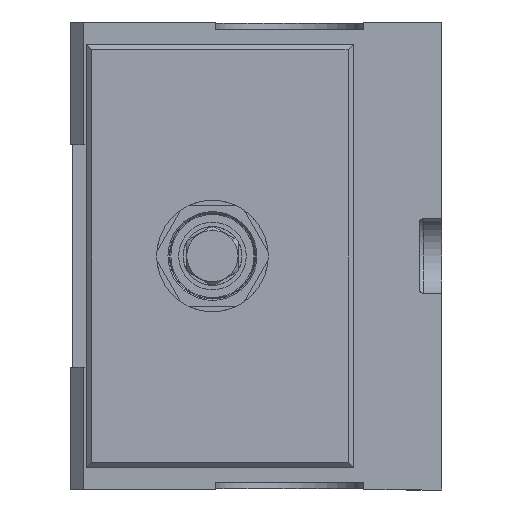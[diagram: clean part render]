
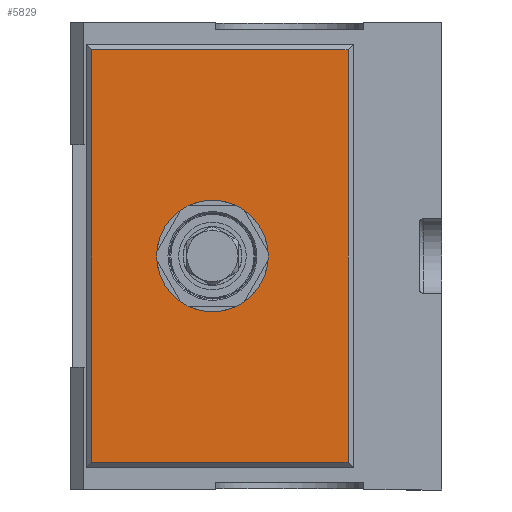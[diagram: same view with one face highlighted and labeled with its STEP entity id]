
A CAD part, left-side view. The second image highlights one B-rep face of the part: STEP entity #5829.
In plain terms, the highlighted planar face has unit normal (-1, 0, 0).
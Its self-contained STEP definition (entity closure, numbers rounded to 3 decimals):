
#684 = CARTESIAN_POINT ( 'NONE',  ( -553.1, 27.73, -55.5 ) ) ;
#1199 = ORIENTED_EDGE ( 'NONE', *, *, #14013, .T. ) ;
#1350 = EDGE_CURVE ( 'NONE', #24896, #13175, #13241, .T. ) ;
#2742 = AXIS2_PLACEMENT_3D ( 'NONE', #13977, #6054, #9986 ) ;
#4221 = VERTEX_POINT ( 'NONE', #16422 ) ;
#4543 = VECTOR ( 'NONE', #8584, 1000. ) ;
#4637 = ORIENTED_EDGE ( 'NONE', *, *, #13348, .T. ) ;
#5491 = FACE_OUTER_BOUND ( 'NONE', #23902, .T. ) ;
#5695 = AXIS2_PLACEMENT_3D ( 'NONE', #19279, #15323, #21139 ) ;
#5829 = ADVANCED_FACE ( 'NONE', ( #5491, #6694 ), #7722, .F. ) ;
#5959 = CARTESIAN_POINT ( 'NONE',  ( -553.1, 80.73, 0. ) ) ;
#6054 = DIRECTION ( 'NONE',  ( -1., 0., 0. ) ) ;
#6694 = FACE_BOUND ( 'NONE', #13799, .T. ) ;
#7207 = AXIS2_PLACEMENT_3D ( 'NONE', #13527, #11624, #7554 ) ;
#7554 = DIRECTION ( 'NONE',  ( 0., 1., 0. ) ) ;
#7580 = ORIENTED_EDGE ( 'NONE', *, *, #1350, .F. ) ;
#7722 = PLANE ( 'NONE',  #5695 ) ;
#8354 = VECTOR ( 'NONE', #16179, 1000. ) ;
#8567 = VECTOR ( 'NONE', #25033, 1000. ) ;
#8584 = DIRECTION ( 'NONE',  ( 0., 1., 0. ) ) ;
#9416 = CARTESIAN_POINT ( 'NONE',  ( -553.1, 29.23, -57. ) ) ;
#9986 = DIRECTION ( 'NONE',  ( 0., 1., 0. ) ) ;
#10402 = LINE ( 'NONE', #9416, #8567 ) ;
#10466 = CARTESIAN_POINT ( 'NONE',  ( -553.1, 27.73, 55.5 ) ) ;
#10507 = DIRECTION ( 'NONE',  ( 0., -1., 0. ) ) ;
#11599 = VECTOR ( 'NONE', #10507, 1000. ) ;
#11624 = DIRECTION ( 'NONE',  ( -1., 0., 0. ) ) ;
#11884 = LINE ( 'NONE', #684, #11599 ) ;
#13175 = VERTEX_POINT ( 'NONE', #5959 ) ;
#13241 = CIRCLE ( 'NONE', #2742, 15. ) ;
#13348 = EDGE_CURVE ( 'NONE', #15622, #13939, #19241, .T. ) ;
#13437 = CARTESIAN_POINT ( 'NONE',  ( -553.1, 50.73, 0. ) ) ;
#13527 = CARTESIAN_POINT ( 'NONE',  ( -553.1, 65.73, 0. ) ) ;
#13537 = LINE ( 'NONE', #22256, #8354 ) ;
#13757 = CARTESIAN_POINT ( 'NONE',  ( -553.1, 98.23, 55.5 ) ) ;
#13799 = EDGE_LOOP ( 'NONE', ( #21440, #7580 ) ) ;
#13939 = VERTEX_POINT ( 'NONE', #13757 ) ;
#13977 = CARTESIAN_POINT ( 'NONE',  ( -553.1, 65.73, 0. ) ) ;
#14013 = EDGE_CURVE ( 'NONE', #4221, #15622, #10402, .T. ) ;
#14839 = EDGE_CURVE ( 'NONE', #13939, #17171, #13537, .T. ) ;
#15323 = DIRECTION ( 'NONE',  ( 1., 0., 0. ) ) ;
#15550 = EDGE_CURVE ( 'NONE', #17171, #4221, #11884, .T. ) ;
#15622 = VERTEX_POINT ( 'NONE', #16819 ) ;
#16179 = DIRECTION ( 'NONE',  ( 0., 0., -1. ) ) ;
#16306 = CARTESIAN_POINT ( 'NONE',  ( -553.1, 98.23, -55.5 ) ) ;
#16422 = CARTESIAN_POINT ( 'NONE',  ( -553.1, 29.23, -55.5 ) ) ;
#16819 = CARTESIAN_POINT ( 'NONE',  ( -553.1, 29.23, 55.5 ) ) ;
#17171 = VERTEX_POINT ( 'NONE', #16306 ) ;
#17762 = EDGE_CURVE ( 'NONE', #13175, #24896, #18723, .T. ) ;
#18723 = CIRCLE ( 'NONE', #7207, 15. ) ;
#19241 = LINE ( 'NONE', #10466, #4543 ) ;
#19279 = CARTESIAN_POINT ( 'NONE',  ( -553.1, 27.73, -57. ) ) ;
#20610 = ORIENTED_EDGE ( 'NONE', *, *, #15550, .T. ) ;
#21139 = DIRECTION ( 'NONE',  ( 0., 1., 0. ) ) ;
#21440 = ORIENTED_EDGE ( 'NONE', *, *, #17762, .F. ) ;
#22256 = CARTESIAN_POINT ( 'NONE',  ( -553.1, 98.23, -57. ) ) ;
#23902 = EDGE_LOOP ( 'NONE', ( #4637, #25347, #20610, #1199 ) ) ;
#24896 = VERTEX_POINT ( 'NONE', #13437 ) ;
#25033 = DIRECTION ( 'NONE',  ( 0., 0., 1. ) ) ;
#25347 = ORIENTED_EDGE ( 'NONE', *, *, #14839, .T. ) ;
